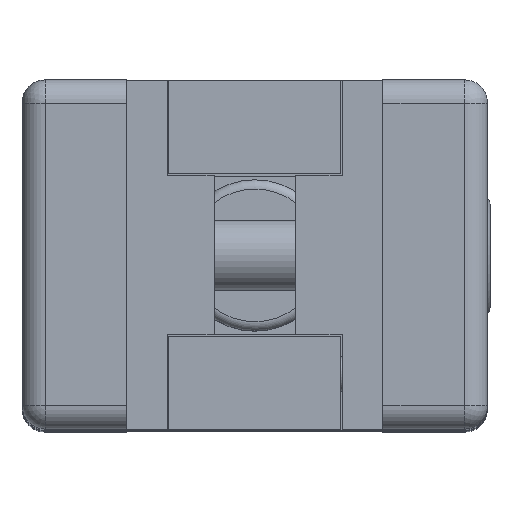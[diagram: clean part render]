
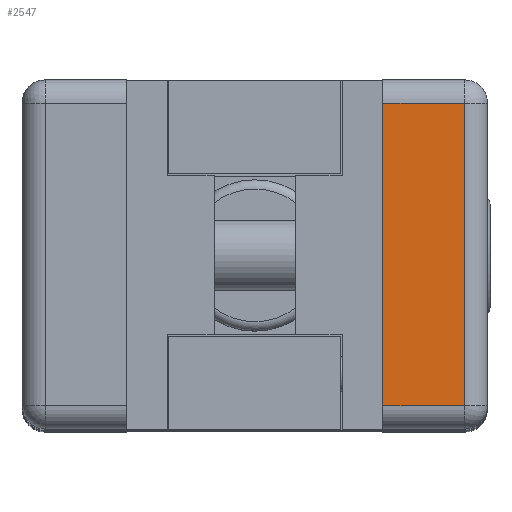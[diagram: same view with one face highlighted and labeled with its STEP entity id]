
A CAD part, top view. The second image highlights one B-rep face of the part: STEP entity #2547.
In plain terms, the highlighted face is planar.
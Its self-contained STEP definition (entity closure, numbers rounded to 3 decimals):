
#204=PLANE('',#2926);
#341=LINE('',#4290,#551);
#343=LINE('',#4296,#553);
#348=LINE('',#4313,#558);
#356=LINE('',#4328,#566);
#551=VECTOR('',#3447,10.);
#553=VECTOR('',#3453,10.);
#558=VECTOR('',#3470,10.);
#566=VECTOR('',#3482,10.);
#787=FACE_OUTER_BOUND('',#944,.T.);
#944=EDGE_LOOP('',(#2137,#2138,#2139,#2140));
#1252=VERTEX_POINT('',#4275);
#1257=VERTEX_POINT('',#4285);
#1258=VERTEX_POINT('',#4292);
#1265=VERTEX_POINT('',#4311);
#1562=EDGE_CURVE('',#1252,#1257,#341,.T.);
#1565=EDGE_CURVE('',#1257,#1258,#343,.T.);
#1573=EDGE_CURVE('',#1265,#1252,#348,.T.);
#1581=EDGE_CURVE('',#1265,#1258,#356,.T.);
#2137=ORIENTED_EDGE('',*,*,#1565,.F.);
#2138=ORIENTED_EDGE('',*,*,#1562,.F.);
#2139=ORIENTED_EDGE('',*,*,#1573,.F.);
#2140=ORIENTED_EDGE('',*,*,#1581,.T.);
#2547=ADVANCED_FACE('',(#787),#204,.T.);
#2926=AXIS2_PLACEMENT_3D('',#4327,#3480,#3481);
#3447=DIRECTION('',(0.,0.,-1.));
#3453=DIRECTION('',(0.,-1.,0.));
#3470=DIRECTION('',(0.,1.,0.));
#3480=DIRECTION('center_axis',(1.,0.,0.));
#3481=DIRECTION('ref_axis',(0.,1.,0.));
#3482=DIRECTION('',(0.,0.,-1.));
#4275=CARTESIAN_POINT('',(48.,10.5,13.));
#4285=CARTESIAN_POINT('',(48.,10.5,-13.));
#4290=CARTESIAN_POINT('',(48.,10.5,0.));
#4292=CARTESIAN_POINT('',(48.,3.5,-13.));
#4296=CARTESIAN_POINT('',(48.,4.5,-13.));
#4311=CARTESIAN_POINT('',(48.,3.5,13.));
#4313=CARTESIAN_POINT('',(48.,4.5,13.));
#4327=CARTESIAN_POINT('Origin',(48.,3.5,0.));
#4328=CARTESIAN_POINT('',(48.,3.5,0.));
